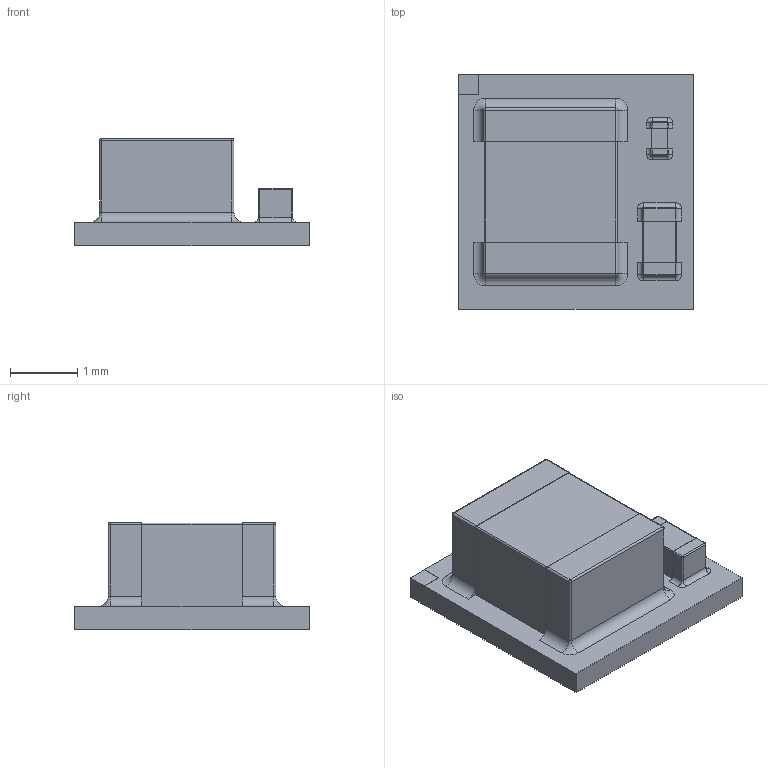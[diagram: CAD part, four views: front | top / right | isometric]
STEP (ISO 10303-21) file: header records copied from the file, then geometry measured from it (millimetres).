
FILE_DESCRIPTION(/* description */ (''),/* implementation_level */ '2;1');
FILE_NAME(/* name */ 'TI microSIP-15 SIT0015A.step',/* time_stamp */ '2025-08-31T14:01:58+01:00',/* author */ (''),/* organization */ (''),/* preprocessor_version */ 'ST-DEVELOPER v20.1',/* originating_system */ 'Autodesk Translation Framework v14.10.0.0',/* authorisation */ '');
FILE_SCHEMA (('AUTOMOTIVE_DESIGN { 1 0 10303 214 3 1 1 }'));
Length unit declared in the file: millimetre
Products named in the file (1): TI microSIP-15 SIT0015A
Bounding box: 3.5 x 3.5 x 1.6 mm (x, y, z)
Volume: 10.8 mm3; surface area: 42 mm2
Topology: 1 solids, 1 shells, 201 faces, 483 edges, 302 vertices
Faces by surface type: plane 123, cylinder 54, torus 12, sphere 12
Entity records: 5972 total; most frequent: DIRECTION 1007, CARTESIAN_POINT 987, ORIENTED_EDGE 966, EDGE_CURVE 483, LINE 363, VECTOR 363, AXIS2_PLACEMENT_3D 322, VERTEX_POINT 302
